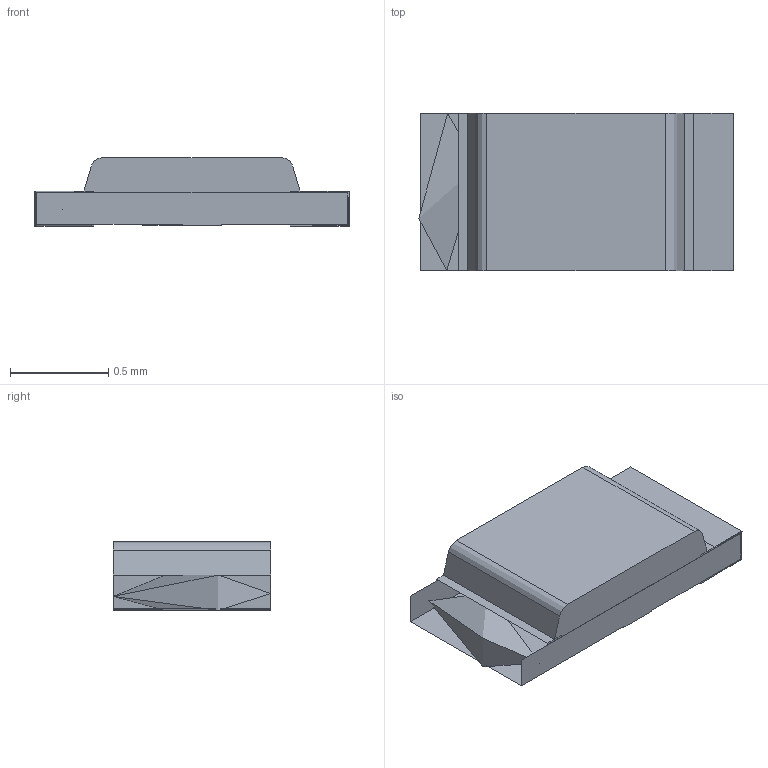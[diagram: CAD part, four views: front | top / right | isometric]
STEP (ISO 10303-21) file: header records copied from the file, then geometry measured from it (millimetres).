
FILE_DESCRIPTION (( 'STEP AP214' ), '1' );
FILE_NAME ('453B1EE2-47F4-4306-8B7E-E4FA3793EECA.STEP', '2024-06-07T07:05:38', ( '' ), ( '' ), 'SwSTEP 2.0', 'SolidWorks 2022', '' );
FILE_SCHEMA (( 'AUTOMOTIVE_DESIGN' ));
Length unit declared in the file: millimetre
Products named in the file (1): 453B1EE2-47F4-4306-8B7E-E4FA3793EECA
Bounding box: 1.6 x 0.8 x 0.35 mm (x, y, z)
Topology: 0 solids, 12 shells, 40 faces, 121 edges, 94 vertices
Faces by surface type: plane 38, cylinder 2
Entity records: 1386 total; most frequent: CARTESIAN_POINT 258, DIRECTION 208, ORIENTED_EDGE 178, EDGE_CURVE 122, LINE 118, VECTOR 118, VERTEX_POINT 95, AXIS2_PLACEMENT_3D 45
